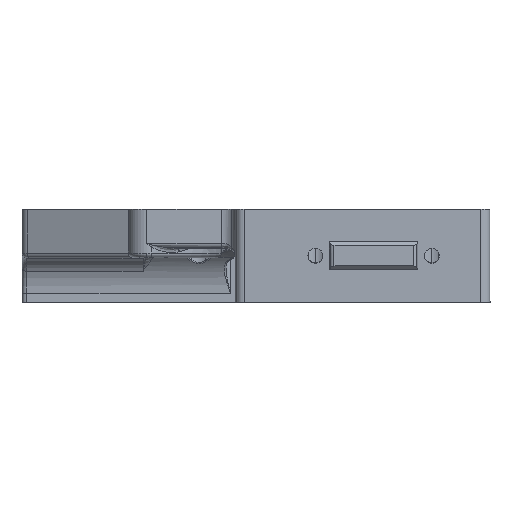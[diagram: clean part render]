
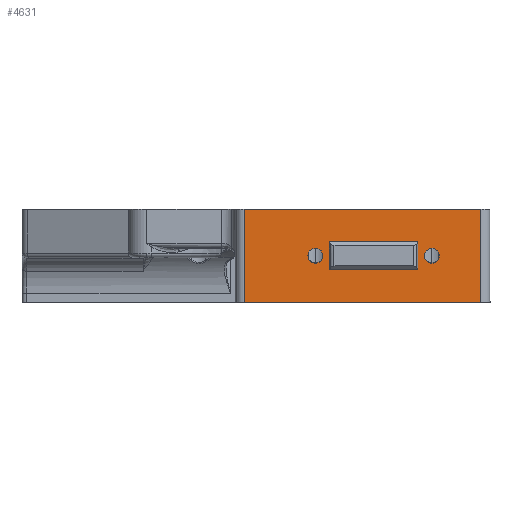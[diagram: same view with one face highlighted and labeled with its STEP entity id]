
A CAD part, top view. The second image highlights one B-rep face of the part: STEP entity #4631.
In plain terms, the highlighted planar face has unit normal (0, 0, 1).
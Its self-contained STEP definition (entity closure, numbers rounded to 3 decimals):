
#50 = ORIENTED_EDGE ( 'NONE', *, *, #2900, .T. ) ;
#162 = CARTESIAN_POINT ( 'NONE',  ( 52., -25., -58.096 ) ) ;
#380 = EDGE_CURVE ( 'NONE', #1318, #4254, #3243, .T. ) ;
#392 = EDGE_CURVE ( 'NONE', #4236, #3515, #5855, .T. ) ;
#588 = DIRECTION ( 'NONE',  ( 0., 0., 1. ) ) ;
#1308 = CARTESIAN_POINT ( 'NONE',  ( 30., -28., -58.096 ) ) ;
#1318 = VERTEX_POINT ( 'NONE', #3985 ) ;
#1339 = LINE ( 'NONE', #11077, #5797 ) ;
#1532 = CIRCLE ( 'NONE', #5397, 1.6 ) ;
#1629 = EDGE_CURVE ( 'NONE', #2833, #3141, #5119, .T. ) ;
#2069 = CARTESIAN_POINT ( 'NONE',  ( 14.8, -38., -58.096 ) ) ;
#2116 = EDGE_CURVE ( 'NONE', #8131, #9766, #6056, .T. ) ;
#2121 = ORIENTED_EDGE ( 'NONE', *, *, #9083, .T. ) ;
#2436 = CIRCLE ( 'NONE', #8912, 1.6 ) ;
#2481 = DIRECTION ( 'NONE',  ( 0., 1., 0. ) ) ;
#2487 = EDGE_CURVE ( 'NONE', #9766, #4254, #6339, .T. ) ;
#2498 = EDGE_CURVE ( 'NONE', #2896, #7448, #9422, .T. ) ;
#2543 = CARTESIAN_POINT ( 'NONE',  ( 52., -31., -58.096 ) ) ;
#2583 = CARTESIAN_POINT ( 'NONE',  ( 15.8, -18., -58.096 ) ) ;
#2802 = VERTEX_POINT ( 'NONE', #7839 ) ;
#2833 = VERTEX_POINT ( 'NONE', #10686 ) ;
#2896 = VERTEX_POINT ( 'NONE', #3607 ) ;
#2900 = EDGE_CURVE ( 'NONE', #11189, #2802, #7478, .T. ) ;
#3019 = EDGE_CURVE ( 'NONE', #2802, #4236, #9509, .T. ) ;
#3026 = CARTESIAN_POINT ( 'NONE',  ( 12.8, -38., -58.096 ) ) ;
#3085 = ORIENTED_EDGE ( 'NONE', *, *, #2498, .F. ) ;
#3141 = VERTEX_POINT ( 'NONE', #7058 ) ;
#3175 = DIRECTION ( 'NONE',  ( 0., 1., 0. ) ) ;
#3192 = CARTESIAN_POINT ( 'NONE',  ( 14.8, -18., -58.096 ) ) ;
#3243 = LINE ( 'NONE', #3026, #10875 ) ;
#3279 = CARTESIAN_POINT ( 'NONE',  ( 15.8, -38., -58.096 ) ) ;
#3333 = ORIENTED_EDGE ( 'NONE', *, *, #4370, .T. ) ;
#3335 = DIRECTION ( 'NONE',  ( 0., -1., 0. ) ) ;
#3515 = VERTEX_POINT ( 'NONE', #162 ) ;
#3607 = CARTESIAN_POINT ( 'NONE',  ( 53.4, -28., -58.096 ) ) ;
#3745 = DIRECTION ( 'NONE',  ( 0., -1., 0. ) ) ;
#3985 = CARTESIAN_POINT ( 'NONE',  ( 65.5, -38., -58.096 ) ) ;
#4236 = VERTEX_POINT ( 'NONE', #5195 ) ;
#4254 = VERTEX_POINT ( 'NONE', #8687 ) ;
#4370 = EDGE_CURVE ( 'NONE', #3515, #11189, #6303, .T. ) ;
#4384 = CARTESIAN_POINT ( 'NONE',  ( 55., -28., -58.096 ) ) ;
#4389 = AXIS2_PLACEMENT_3D ( 'NONE', #10389, #4876, #5914 ) ;
#4396 = AXIS2_PLACEMENT_3D ( 'NONE', #9889, #8270, #7276 ) ;
#4432 = ORIENTED_EDGE ( 'NONE', *, *, #2487, .T. ) ;
#4504 = ORIENTED_EDGE ( 'NONE', *, *, #2116, .T. ) ;
#4631 = ADVANCED_FACE ( 'NONE', ( #6050, #10478, #7863, #5954 ), #9601, .T. ) ;
#4778 = ORIENTED_EDGE ( 'NONE', *, *, #392, .T. ) ;
#4827 = DIRECTION ( 'NONE',  ( 0., 0., 1. ) ) ;
#4876 = DIRECTION ( 'NONE',  ( 0., 0., 1. ) ) ;
#5119 = CIRCLE ( 'NONE', #4389, 1.6 ) ;
#5195 = CARTESIAN_POINT ( 'NONE',  ( 33., -25., -58.096 ) ) ;
#5397 = AXIS2_PLACEMENT_3D ( 'NONE', #1308, #4827, #8383 ) ;
#5455 = EDGE_LOOP ( 'NONE', ( #10070, #8116 ) ) ;
#5686 = DIRECTION ( 'NONE',  ( -1., 0., 0. ) ) ;
#5797 = VECTOR ( 'NONE', #3175, 1000. ) ;
#5855 = LINE ( 'NONE', #7661, #7890 ) ;
#5914 = DIRECTION ( 'NONE',  ( 0., -1., 0. ) ) ;
#5954 = FACE_OUTER_BOUND ( 'NONE', #6577, .T. ) ;
#6012 = DIRECTION ( 'NONE',  ( 0., -1., 0. ) ) ;
#6050 = FACE_BOUND ( 'NONE', #5455, .T. ) ;
#6056 = LINE ( 'NONE', #2583, #7552 ) ;
#6262 = VECTOR ( 'NONE', #10156, 1000. ) ;
#6303 = LINE ( 'NONE', #9728, #10937 ) ;
#6339 = LINE ( 'NONE', #2069, #10719 ) ;
#6379 = CARTESIAN_POINT ( 'NONE',  ( 56.6, -28., -58.096 ) ) ;
#6535 = ORIENTED_EDGE ( 'NONE', *, *, #7788, .F. ) ;
#6577 = EDGE_LOOP ( 'NONE', ( #4504, #4432, #7637, #2121 ) ) ;
#7058 = CARTESIAN_POINT ( 'NONE',  ( 28.4, -28., -58.096 ) ) ;
#7276 = DIRECTION ( 'NONE',  ( 0., -1., 0. ) ) ;
#7346 = ORIENTED_EDGE ( 'NONE', *, *, #3019, .T. ) ;
#7357 = CARTESIAN_POINT ( 'NONE',  ( 24.4, -31., -58.096 ) ) ;
#7448 = VERTEX_POINT ( 'NONE', #6379 ) ;
#7478 = LINE ( 'NONE', #7357, #6262 ) ;
#7487 = DIRECTION ( 'NONE',  ( 1., 0., 0. ) ) ;
#7498 = CARTESIAN_POINT ( 'NONE',  ( 65.5, -18., -58.096 ) ) ;
#7552 = VECTOR ( 'NONE', #9607, 1000. ) ;
#7637 = ORIENTED_EDGE ( 'NONE', *, *, #380, .F. ) ;
#7661 = CARTESIAN_POINT ( 'NONE',  ( 33.9, -25., -58.096 ) ) ;
#7788 = EDGE_CURVE ( 'NONE', #7448, #2896, #2436, .T. ) ;
#7839 = CARTESIAN_POINT ( 'NONE',  ( 33., -31., -58.096 ) ) ;
#7863 = FACE_BOUND ( 'NONE', #9059, .T. ) ;
#7890 = VECTOR ( 'NONE', #7487, 1000. ) ;
#7932 = DIRECTION ( 'NONE',  ( 0., 0., 1. ) ) ;
#8064 = DIRECTION ( 'NONE',  ( 0., -1., 0. ) ) ;
#8116 = ORIENTED_EDGE ( 'NONE', *, *, #1629, .F. ) ;
#8131 = VERTEX_POINT ( 'NONE', #7498 ) ;
#8176 = EDGE_LOOP ( 'NONE', ( #3085, #6535 ) ) ;
#8230 = EDGE_CURVE ( 'NONE', #3141, #2833, #1532, .T. ) ;
#8270 = DIRECTION ( 'NONE',  ( 0., 0., 1. ) ) ;
#8383 = DIRECTION ( 'NONE',  ( 0., -1., 0. ) ) ;
#8687 = CARTESIAN_POINT ( 'NONE',  ( 14.8, -38., -58.096 ) ) ;
#8912 = AXIS2_PLACEMENT_3D ( 'NONE', #4384, #7932, #6012 ) ;
#9059 = EDGE_LOOP ( 'NONE', ( #3333, #50, #7346, #4778 ) ) ;
#9083 = EDGE_CURVE ( 'NONE', #1318, #8131, #1339, .T. ) ;
#9250 = VECTOR ( 'NONE', #2481, 1000. ) ;
#9422 = CIRCLE ( 'NONE', #4396, 1.6 ) ;
#9509 = LINE ( 'NONE', #10436, #9250 ) ;
#9601 = PLANE ( 'NONE',  #10380 ) ;
#9607 = DIRECTION ( 'NONE',  ( -1., 0., 0. ) ) ;
#9728 = CARTESIAN_POINT ( 'NONE',  ( 52., -34.5, -58.096 ) ) ;
#9766 = VERTEX_POINT ( 'NONE', #3192 ) ;
#9889 = CARTESIAN_POINT ( 'NONE',  ( 55., -28., -58.096 ) ) ;
#10070 = ORIENTED_EDGE ( 'NONE', *, *, #8230, .F. ) ;
#10156 = DIRECTION ( 'NONE',  ( -1., 0., 0. ) ) ;
#10380 = AXIS2_PLACEMENT_3D ( 'NONE', #3279, #588, #3335 ) ;
#10389 = CARTESIAN_POINT ( 'NONE',  ( 30., -28., -58.096 ) ) ;
#10436 = CARTESIAN_POINT ( 'NONE',  ( 33., -31.5, -58.096 ) ) ;
#10478 = FACE_BOUND ( 'NONE', #8176, .T. ) ;
#10686 = CARTESIAN_POINT ( 'NONE',  ( 31.6, -28., -58.096 ) ) ;
#10719 = VECTOR ( 'NONE', #3745, 1000. ) ;
#10875 = VECTOR ( 'NONE', #5686, 1000. ) ;
#10937 = VECTOR ( 'NONE', #8064, 1000. ) ;
#11077 = CARTESIAN_POINT ( 'NONE',  ( 65.5, -38., -58.096 ) ) ;
#11189 = VERTEX_POINT ( 'NONE', #2543 ) ;
